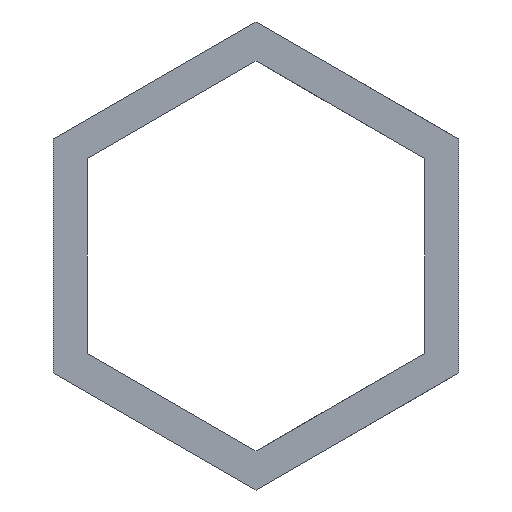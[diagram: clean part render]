
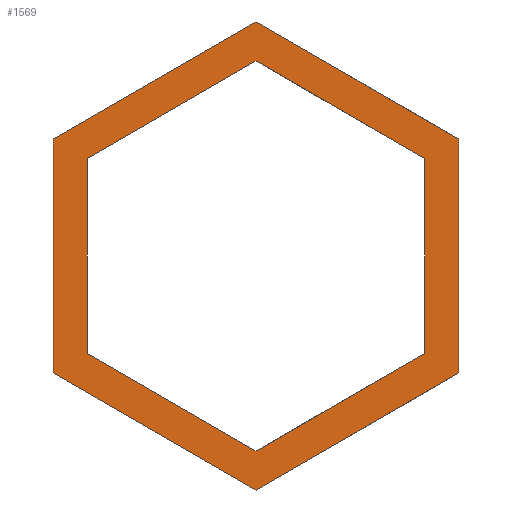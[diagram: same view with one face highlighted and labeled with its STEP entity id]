
A CAD part, front view. The second image highlights one B-rep face of the part: STEP entity #1569.
In plain terms, the highlighted planar face has unit normal (0, -1, 0).
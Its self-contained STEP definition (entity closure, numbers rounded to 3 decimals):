
#840=DIRECTION('',(0.,0.,1.));
#841=VECTOR('',#840,22.);
#842=CARTESIAN_POINT('',(-19.053,-200.,-11.005));
#843=LINE('',#842,#841);
#844=DIRECTION('',(0.866,0.,0.5));
#845=VECTOR('',#844,22.);
#846=CARTESIAN_POINT('',(-19.053,-200.,10.995));
#847=LINE('',#846,#845);
#848=DIRECTION('',(0.866,0.,-0.5));
#849=VECTOR('',#848,22.);
#850=CARTESIAN_POINT('',(0.,-200.,21.995));
#851=LINE('',#850,#849);
#852=DIRECTION('',(0.,0.,-1.));
#853=VECTOR('',#852,22.);
#854=CARTESIAN_POINT('',(19.053,-200.,10.995));
#855=LINE('',#854,#853);
#856=DIRECTION('',(-0.866,0.,-0.5));
#857=VECTOR('',#856,22.);
#858=CARTESIAN_POINT('',(19.053,-200.,-11.005));
#859=LINE('',#858,#857);
#860=DIRECTION('',(-0.866,0.,0.5));
#861=VECTOR('',#860,22.);
#862=CARTESIAN_POINT('',(0.,-200.,-22.005));
#863=LINE('',#862,#861);
#864=DIRECTION('',(0.866,0.,-0.5));
#865=VECTOR('',#864,18.33);
#866=CARTESIAN_POINT('',(-15.874,-200.,-9.17));
#867=LINE('',#866,#865);
#868=DIRECTION('',(0.866,0.,0.5));
#869=VECTOR('',#868,18.33);
#870=CARTESIAN_POINT('',(0.,-200.,-18.335));
#871=LINE('',#870,#869);
#872=DIRECTION('',(0.,0.,1.));
#873=VECTOR('',#872,18.33);
#874=CARTESIAN_POINT('',(15.874,-200.,-9.17));
#875=LINE('',#874,#873);
#876=DIRECTION('',(-0.866,0.,0.5));
#877=VECTOR('',#876,18.33);
#878=CARTESIAN_POINT('',(15.874,-200.,9.16));
#879=LINE('',#878,#877);
#880=DIRECTION('',(-0.866,0.,-0.5));
#881=VECTOR('',#880,18.33);
#882=CARTESIAN_POINT('',(0.,-200.,18.325));
#883=LINE('',#882,#881);
#884=DIRECTION('',(0.,0.,-1.));
#885=VECTOR('',#884,18.33);
#886=CARTESIAN_POINT('',(-15.874,-200.,9.16));
#887=LINE('',#886,#885);
#1376=CARTESIAN_POINT('',(-19.053,-200.,-11.005));
#1377=CARTESIAN_POINT('',(-19.053,-200.,10.995));
#1378=VERTEX_POINT('',#1376);
#1379=VERTEX_POINT('',#1377);
#1380=CARTESIAN_POINT('',(0.,-200.,21.995));
#1381=VERTEX_POINT('',#1380);
#1382=CARTESIAN_POINT('',(19.053,-200.,10.995));
#1383=VERTEX_POINT('',#1382);
#1384=CARTESIAN_POINT('',(19.053,-200.,-11.005));
#1385=VERTEX_POINT('',#1384);
#1386=CARTESIAN_POINT('',(0.,-200.,-22.005));
#1387=VERTEX_POINT('',#1386);
#1388=CARTESIAN_POINT('',(-15.874,-200.,-9.17));
#1389=CARTESIAN_POINT('',(0.,-200.,-18.335));
#1390=VERTEX_POINT('',#1388);
#1391=VERTEX_POINT('',#1389);
#1392=CARTESIAN_POINT('',(15.874,-200.,-9.17));
#1393=VERTEX_POINT('',#1392);
#1394=CARTESIAN_POINT('',(15.874,-200.,9.16));
#1395=VERTEX_POINT('',#1394);
#1396=CARTESIAN_POINT('',(0.,-200.,18.325));
#1397=VERTEX_POINT('',#1396);
#1398=CARTESIAN_POINT('',(-15.874,-200.,9.16));
#1399=VERTEX_POINT('',#1398);
#1536=CARTESIAN_POINT('',(0.,-200.,-0.005));
#1537=DIRECTION('',(0.,1.,0.));
#1538=DIRECTION('',(0.,0.,1.));
#1539=AXIS2_PLACEMENT_3D('',#1536,#1537,#1538);
#1540=PLANE('',#1539);
#1542=ORIENTED_EDGE('',*,*,#1541,.T.);
#1544=ORIENTED_EDGE('',*,*,#1543,.T.);
#1546=ORIENTED_EDGE('',*,*,#1545,.T.);
#1548=ORIENTED_EDGE('',*,*,#1547,.T.);
#1550=ORIENTED_EDGE('',*,*,#1549,.T.);
#1552=ORIENTED_EDGE('',*,*,#1551,.T.);
#1553=EDGE_LOOP('',(#1542,#1544,#1546,#1548,#1550,#1552));
#1554=FACE_OUTER_BOUND('',#1553,.F.);
#1556=ORIENTED_EDGE('',*,*,#1555,.T.);
#1558=ORIENTED_EDGE('',*,*,#1557,.T.);
#1560=ORIENTED_EDGE('',*,*,#1559,.T.);
#1562=ORIENTED_EDGE('',*,*,#1561,.T.);
#1564=ORIENTED_EDGE('',*,*,#1563,.T.);
#1566=ORIENTED_EDGE('',*,*,#1565,.T.);
#1567=EDGE_LOOP('',(#1556,#1558,#1560,#1562,#1564,#1566));
#1568=FACE_BOUND('',#1567,.F.);
#1569=ADVANCED_FACE('',(#1554,#1568),#1540,.F.);
#1541=EDGE_CURVE('',#1378,#1379,#843,.T.);
#1543=EDGE_CURVE('',#1379,#1381,#847,.T.);
#1545=EDGE_CURVE('',#1381,#1383,#851,.T.);
#1547=EDGE_CURVE('',#1383,#1385,#855,.T.);
#1549=EDGE_CURVE('',#1385,#1387,#859,.T.);
#1551=EDGE_CURVE('',#1387,#1378,#863,.T.);
#1555=EDGE_CURVE('',#1390,#1391,#867,.T.);
#1557=EDGE_CURVE('',#1391,#1393,#871,.T.);
#1559=EDGE_CURVE('',#1393,#1395,#875,.T.);
#1561=EDGE_CURVE('',#1395,#1397,#879,.T.);
#1563=EDGE_CURVE('',#1397,#1399,#883,.T.);
#1565=EDGE_CURVE('',#1399,#1390,#887,.T.);
